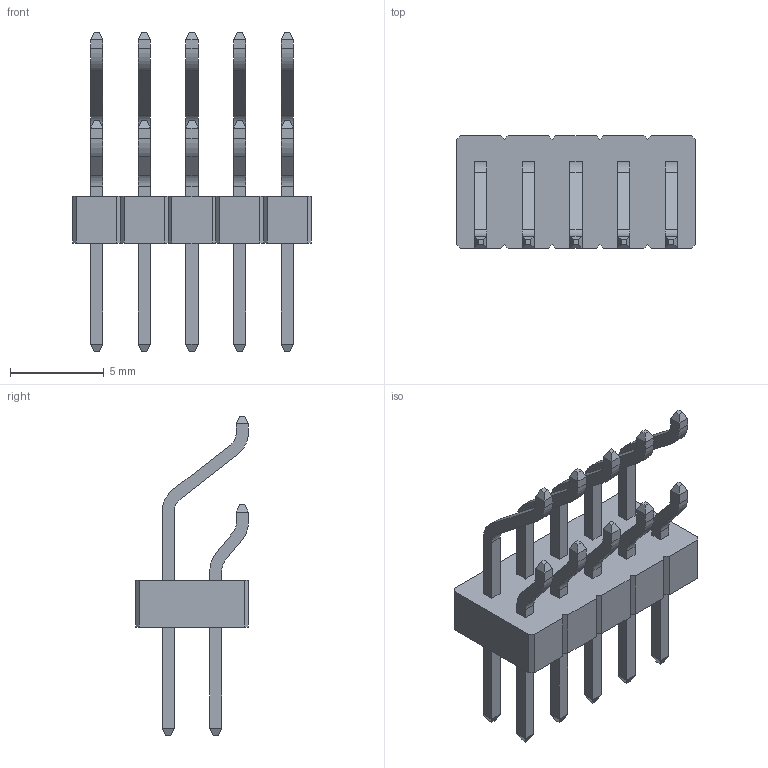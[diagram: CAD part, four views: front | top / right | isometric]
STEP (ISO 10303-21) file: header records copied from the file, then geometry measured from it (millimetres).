
FILE_DESCRIPTION (( 'STEP AP214' ), '1' );
FILE_NAME ('2x5p_2.5mm_male_hdr.STEP', '2021-06-19T02:27:59', ( '' ), ( '' ), 'SwSTEP 2.0', 'SolidWorks 2020', '' );
FILE_SCHEMA (( 'AUTOMOTIVE_DESIGN' ));
Length unit declared in the file: millimetre
Products named in the file (4): 2x5p_2.5mm_male_hdr_smd_pin1; 2x5p_2.5mm_male_hdr_mould; 2x5p_2.5mm_male_hdr; 2x5p_2.5mm_male_hdr_smd_pin2
Assembly tree (11 placements, depth 2):
  2x5p_2.5mm_male_hdr
    2x5p_2.5mm_male_hdr_mould
    2x5p_2.5mm_male_hdr_smd_pin2  x5
    2x5p_2.5mm_male_hdr_smd_pin1  x5
Bounding box: 12.7 x 6 x 17 mm (x, y, z)
Volume: 242.3 mm3; surface area: 703.3 mm2
Topology: 11 solids, 11 shells, 294 faces, 736 edges, 464 vertices
Faces by surface type: plane 254, cylinder 40
Entity records: 3890 total; most frequent: CARTESIAN_POINT 660, ORIENTED_EDGE 640, DIRECTION 600, EDGE_CURVE 320, VECTOR 304, LINE 304, VERTEX_POINT 208, AXIS2_PLACEMENT_3D 148
